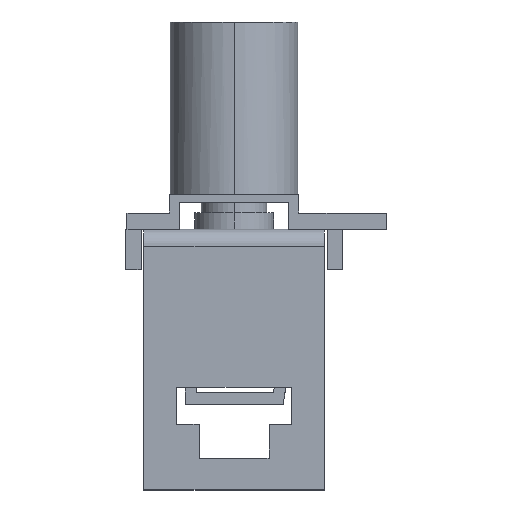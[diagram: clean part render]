
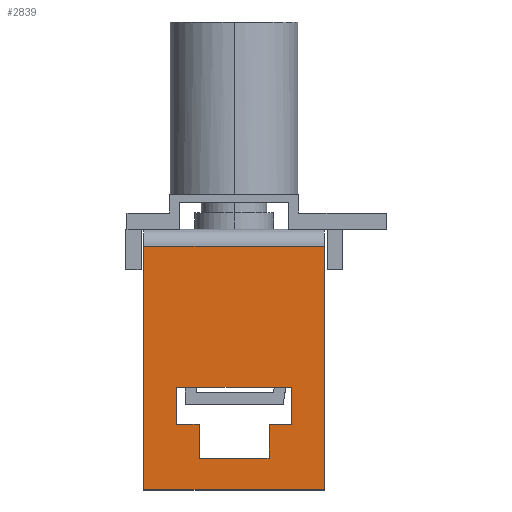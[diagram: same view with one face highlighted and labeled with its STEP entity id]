
A CAD part, top view. The second image highlights one B-rep face of the part: STEP entity #2839.
In plain terms, the highlighted planar face has unit normal (0, 0, 1).
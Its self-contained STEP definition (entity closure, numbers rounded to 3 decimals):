
#9 = VERTEX_POINT ( 'NONE', #904 ) ;
#19 = LINE ( 'NONE', #864, #182 ) ;
#47 = ORIENTED_EDGE ( 'NONE', *, *, #2700, .F. ) ;
#58 = EDGE_CURVE ( 'NONE', #512, #3052, #2590, .T. ) ;
#105 = DIRECTION ( 'NONE',  ( 1., 0., 0. ) ) ;
#139 = CARTESIAN_POINT ( 'NONE',  ( -8., 23.1, 5.75 ) ) ;
#182 = VECTOR ( 'NONE', #2785, 1000. ) ;
#186 = VECTOR ( 'NONE', #688, 1000. ) ;
#201 = ORIENTED_EDGE ( 'NONE', *, *, #1549, .T. ) ;
#258 = DIRECTION ( 'NONE',  ( 1., 0., 0. ) ) ;
#265 = ORIENTED_EDGE ( 'NONE', *, *, #2503, .F. ) ;
#293 = VERTEX_POINT ( 'NONE', #2134 ) ;
#301 = DIRECTION ( 'NONE',  ( 0., 1., 0. ) ) ;
#305 = CARTESIAN_POINT ( 'NONE',  ( 5.1, 9.1, 5.75 ) ) ;
#312 = DIRECTION ( 'NONE',  ( 1., 0., 0. ) ) ;
#321 = CARTESIAN_POINT ( 'NONE',  ( 3.1, 5.8, 5.75 ) ) ;
#352 = VECTOR ( 'NONE', #301, 1000. ) ;
#366 = PLANE ( 'NONE',  #1148 ) ;
#429 = LINE ( 'NONE', #1692, #823 ) ;
#454 = VECTOR ( 'NONE', #105, 1000. ) ;
#491 = DIRECTION ( 'NONE',  ( 0., -1., 0. ) ) ;
#505 = VERTEX_POINT ( 'NONE', #2922 ) ;
#507 = CARTESIAN_POINT ( 'NONE',  ( -8., 0., 5.75 ) ) ;
#512 = VERTEX_POINT ( 'NONE', #305 ) ;
#640 = LINE ( 'NONE', #321, #454 ) ;
#682 = EDGE_CURVE ( 'NONE', #822, #293, #2890, .T. ) ;
#688 = DIRECTION ( 'NONE',  ( 0., -1., 0. ) ) ;
#703 = CARTESIAN_POINT ( 'NONE',  ( -3.1, 2.8, 5.75 ) ) ;
#710 = CARTESIAN_POINT ( 'NONE',  ( -3.1, 5.8, 5.75 ) ) ;
#720 = EDGE_CURVE ( 'NONE', #505, #1216, #1730, .T. ) ;
#735 = ORIENTED_EDGE ( 'NONE', *, *, #58, .F. ) ;
#748 = FACE_BOUND ( 'NONE', #1750, .T. ) ;
#752 = LINE ( 'NONE', #507, #2281 ) ;
#762 = ORIENTED_EDGE ( 'NONE', *, *, #853, .F. ) ;
#822 = VERTEX_POINT ( 'NONE', #1892 ) ;
#823 = VECTOR ( 'NONE', #2651, 1000. ) ;
#839 = CARTESIAN_POINT ( 'NONE',  ( 5.1, 9.1, 5.75 ) ) ;
#853 = EDGE_CURVE ( 'NONE', #1216, #2479, #2819, .T. ) ;
#864 = CARTESIAN_POINT ( 'NONE',  ( -8., 21.6, 5.75 ) ) ;
#897 = VECTOR ( 'NONE', #2997, 1000. ) ;
#903 = VERTEX_POINT ( 'NONE', #2943 ) ;
#904 = CARTESIAN_POINT ( 'NONE',  ( 3.1, 5.8, 5.75 ) ) ;
#906 = EDGE_CURVE ( 'NONE', #2479, #9, #2132, .T. ) ;
#946 = LINE ( 'NONE', #2509, #352 ) ;
#1107 = VECTOR ( 'NONE', #2967, 1000. ) ;
#1148 = AXIS2_PLACEMENT_3D ( 'NONE', #139, #2750, #2018 ) ;
#1171 = LINE ( 'NONE', #1952, #3004 ) ;
#1172 = EDGE_CURVE ( 'NONE', #822, #1650, #19, .T. ) ;
#1216 = VERTEX_POINT ( 'NONE', #703 ) ;
#1242 = CARTESIAN_POINT ( 'NONE',  ( 5.1, 5.8, 5.75 ) ) ;
#1419 = ORIENTED_EDGE ( 'NONE', *, *, #1640, .T. ) ;
#1430 = VECTOR ( 'NONE', #2476, 1000. ) ;
#1476 = ORIENTED_EDGE ( 'NONE', *, *, #2177, .F. ) ;
#1524 = CARTESIAN_POINT ( 'NONE',  ( 3.1, 2.8, 5.75 ) ) ;
#1549 = EDGE_CURVE ( 'NONE', #2519, #293, #752, .T. ) ;
#1574 = CARTESIAN_POINT ( 'NONE',  ( -5.1, 9.1, 5.75 ) ) ;
#1639 = VERTEX_POINT ( 'NONE', #1242 ) ;
#1640 = EDGE_CURVE ( 'NONE', #1650, #2519, #1171, .T. ) ;
#1650 = VERTEX_POINT ( 'NONE', #2219 ) ;
#1692 = CARTESIAN_POINT ( 'NONE',  ( -5.1, 9.1, 5.75 ) ) ;
#1730 = LINE ( 'NONE', #710, #3010 ) ;
#1732 = CARTESIAN_POINT ( 'NONE',  ( -8., 0., 5.75 ) ) ;
#1750 = EDGE_LOOP ( 'NONE', ( #762, #2639, #47, #2210, #735, #1476, #265, #2303 ) ) ;
#1885 = ORIENTED_EDGE ( 'NONE', *, *, #682, .F. ) ;
#1892 = CARTESIAN_POINT ( 'NONE',  ( 8., 21.6, 5.75 ) ) ;
#1952 = CARTESIAN_POINT ( 'NONE',  ( -8., 23.1, 5.75 ) ) ;
#2018 = DIRECTION ( 'NONE',  ( -1., 0., 0. ) ) ;
#2114 = CARTESIAN_POINT ( 'NONE',  ( 8., 23.1, 5.75 ) ) ;
#2121 = LINE ( 'NONE', #2138, #2349 ) ;
#2132 = LINE ( 'NONE', #1524, #1430 ) ;
#2134 = CARTESIAN_POINT ( 'NONE',  ( 8., 0., 5.75 ) ) ;
#2138 = CARTESIAN_POINT ( 'NONE',  ( -5.1, 5.8, 5.75 ) ) ;
#2177 = EDGE_CURVE ( 'NONE', #1639, #512, #946, .T. ) ;
#2210 = ORIENTED_EDGE ( 'NONE', *, *, #2265, .F. ) ;
#2219 = CARTESIAN_POINT ( 'NONE',  ( -8., 21.6, 5.75 ) ) ;
#2265 = EDGE_CURVE ( 'NONE', #3052, #903, #429, .T. ) ;
#2281 = VECTOR ( 'NONE', #312, 1000. ) ;
#2303 = ORIENTED_EDGE ( 'NONE', *, *, #906, .F. ) ;
#2332 = EDGE_LOOP ( 'NONE', ( #1885, #2403, #1419, #201 ) ) ;
#2349 = VECTOR ( 'NONE', #258, 1000. ) ;
#2403 = ORIENTED_EDGE ( 'NONE', *, *, #1172, .T. ) ;
#2453 = CARTESIAN_POINT ( 'NONE',  ( 3.1, 2.8, 5.75 ) ) ;
#2476 = DIRECTION ( 'NONE',  ( 0., 1., 0. ) ) ;
#2479 = VERTEX_POINT ( 'NONE', #2453 ) ;
#2503 = EDGE_CURVE ( 'NONE', #9, #1639, #640, .T. ) ;
#2509 = CARTESIAN_POINT ( 'NONE',  ( 5.1, 5.8, 5.75 ) ) ;
#2519 = VERTEX_POINT ( 'NONE', #1732 ) ;
#2590 = LINE ( 'NONE', #839, #897 ) ;
#2639 = ORIENTED_EDGE ( 'NONE', *, *, #720, .F. ) ;
#2651 = DIRECTION ( 'NONE',  ( 0., -1., 0. ) ) ;
#2700 = EDGE_CURVE ( 'NONE', #903, #505, #2121, .T. ) ;
#2710 = CARTESIAN_POINT ( 'NONE',  ( -3.1, 2.8, 5.75 ) ) ;
#2726 = FACE_OUTER_BOUND ( 'NONE', #2332, .T. ) ;
#2750 = DIRECTION ( 'NONE',  ( 0., 0., -1. ) ) ;
#2785 = DIRECTION ( 'NONE',  ( -1., 0., 0. ) ) ;
#2819 = LINE ( 'NONE', #2710, #1107 ) ;
#2839 = ADVANCED_FACE ( 'NONE', ( #748, #2726 ), #366, .F. ) ;
#2890 = LINE ( 'NONE', #2114, #186 ) ;
#2922 = CARTESIAN_POINT ( 'NONE',  ( -3.1, 5.8, 5.75 ) ) ;
#2940 = DIRECTION ( 'NONE',  ( 0., -1., 0. ) ) ;
#2943 = CARTESIAN_POINT ( 'NONE',  ( -5.1, 5.8, 5.75 ) ) ;
#2967 = DIRECTION ( 'NONE',  ( 1., 0., 0. ) ) ;
#2997 = DIRECTION ( 'NONE',  ( -1., 0., 0. ) ) ;
#3004 = VECTOR ( 'NONE', #2940, 1000. ) ;
#3010 = VECTOR ( 'NONE', #491, 1000. ) ;
#3052 = VERTEX_POINT ( 'NONE', #1574 ) ;
